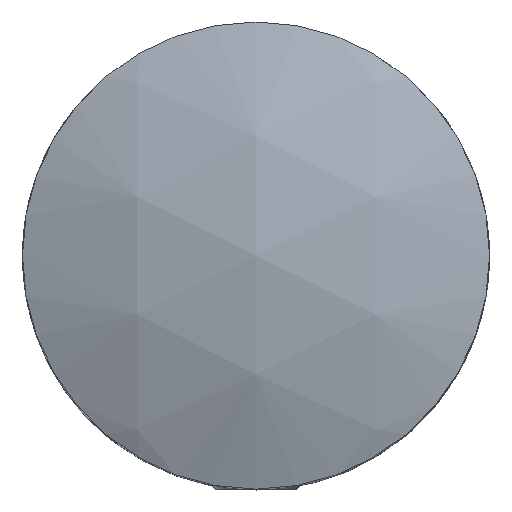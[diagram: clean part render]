
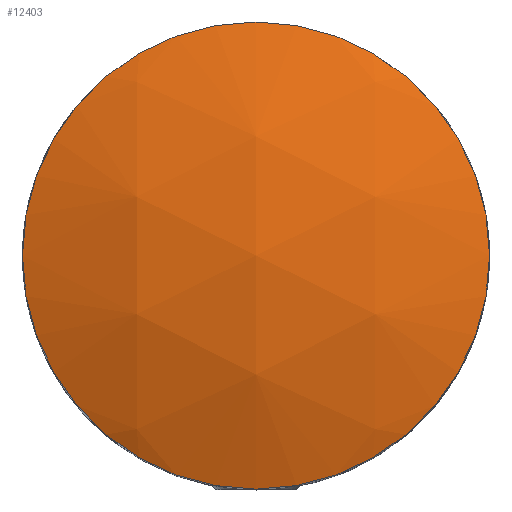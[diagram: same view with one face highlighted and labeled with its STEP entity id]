
A CAD part, top view. The second image highlights one B-rep face of the part: STEP entity #12403.
In plain terms, the highlighted spherical face has radius 28 mm.
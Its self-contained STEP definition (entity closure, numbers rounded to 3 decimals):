
#1595 = DIRECTION ( 'NONE',  ( 0., 1., 0. ) ) ;
#1921 = AXIS2_PLACEMENT_3D ( 'NONE', #21458, #9068, #2403 ) ;
#2403 = DIRECTION ( 'NONE',  ( 0., 1., 0. ) ) ;
#3378 = CIRCLE ( 'NONE', #12577, 11. ) ;
#5497 = EDGE_LOOP ( 'NONE', ( #19356 ) ) ;
#5695 = VERTEX_POINT ( 'NONE', #20426 ) ;
#9068 = DIRECTION ( 'NONE',  ( 1., 0., 0. ) ) ;
#10055 = DIRECTION ( 'NONE',  ( 0., 0., -1. ) ) ;
#11848 = CARTESIAN_POINT ( 'NONE',  ( 0., 0., 23.749 ) ) ;
#12403 = ADVANCED_FACE ( 'NONE', ( #19401 ), #17327, .T. ) ;
#12577 = AXIS2_PLACEMENT_3D ( 'NONE', #11848, #10055, #1595 ) ;
#17327 = SPHERICAL_SURFACE ( 'NONE', #1921, 28. ) ;
#19356 = ORIENTED_EDGE ( 'NONE', *, *, #20020, .F. ) ;
#19401 = FACE_OUTER_BOUND ( 'NONE', #5497, .T. ) ;
#20020 = EDGE_CURVE ( 'NONE', #5695, #5695, #3378, .T. ) ;
#20426 = CARTESIAN_POINT ( 'NONE',  ( 0., 11., 23.749 ) ) ;
#21458 = CARTESIAN_POINT ( 'NONE',  ( 0., 0., -2. ) ) ;
